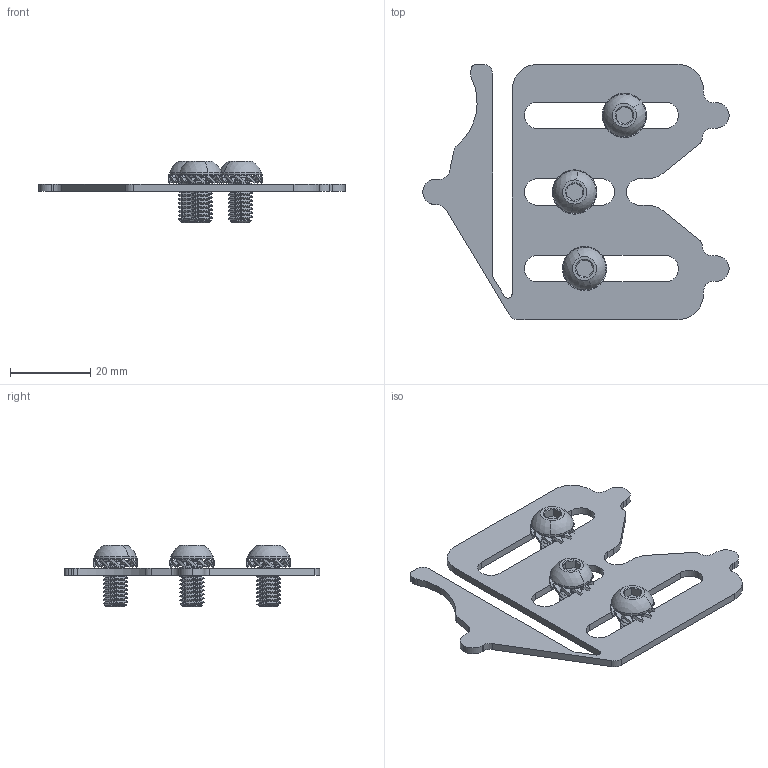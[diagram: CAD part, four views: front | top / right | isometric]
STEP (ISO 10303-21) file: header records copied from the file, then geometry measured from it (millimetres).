
FILE_DESCRIPTION (( 'STEP AP214' ), '1' );
FILE_NAME ('44100.STEP', '2015-12-16T14:40:43', ( 'Mike W' ), ( '' ), 'SwSTEP 2.0', 'SolidWorks 2015', '' );
FILE_SCHEMA (( 'AUTOMOTIVE_DESIGN' ));
Length unit declared in the file: inch
Products named in the file (4): M6 WASHER_M6 WASHER ; M612 BHCS_M612 BHCS; 421001_421001; 44100
Assembly tree (7 placements, depth 2):
  44100
    421001_421001
    M612 BHCS_M612 BHCS  x3
    M6 WASHER_M6 WASHER   x3
Bounding box: 76.2 x 63.5 x 15.3 mm (x, y, z)
Volume: 6321.9 mm3; surface area: 8777.2 mm2
Topology: 7 solids, 7 shells, 593 faces, 1536 edges, 963 vertices
Faces by surface type: cylinder 270, bspline 150, plane 137, cone 30, sphere 6
Entity records: 9807 total; most frequent: CARTESIAN_POINT 4036, ORIENTED_EDGE 1288, DIRECTION 1021, EDGE_CURVE 644, VERTEX_POINT 409, VECTOR 355, LINE 355, AXIS2_PLACEMENT_3D 333
